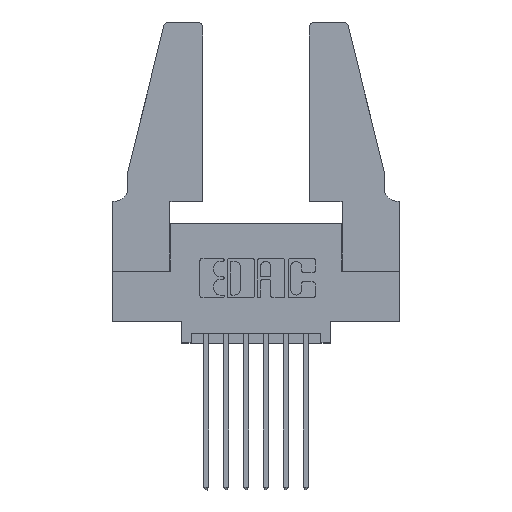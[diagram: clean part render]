
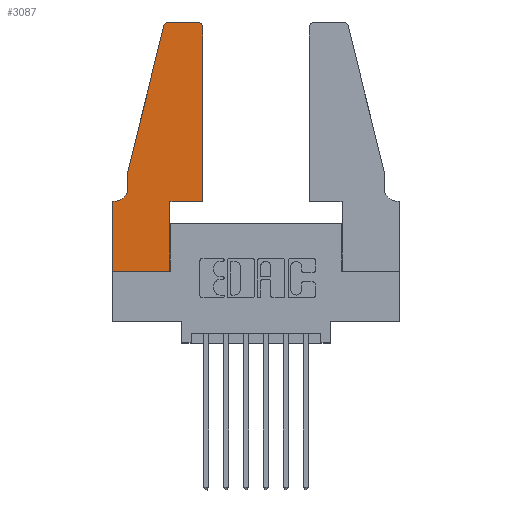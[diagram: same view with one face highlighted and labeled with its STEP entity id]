
A CAD part, top view. The second image highlights one B-rep face of the part: STEP entity #3087.
In plain terms, the highlighted planar face has unit normal (0, 0, 1).
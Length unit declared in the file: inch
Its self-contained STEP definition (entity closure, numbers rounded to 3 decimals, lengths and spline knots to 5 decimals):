
#3 = CARTESIAN_POINT ( 'NONE',  ( 0., 0., 0.37 ) ) ;
#122 = VECTOR ( 'NONE', #3155, 39.37008 ) ;
#129 = AXIS2_PLACEMENT_3D ( 'NONE', #7043, #672, #11766 ) ;
#131 = ORIENTED_EDGE ( 'NONE', *, *, #10287, .T. ) ;
#192 = VERTEX_POINT ( 'NONE', #3711 ) ;
#585 = ORIENTED_EDGE ( 'NONE', *, *, #8328, .T. ) ;
#672 = DIRECTION ( 'NONE',  ( 0., 0., -1. ) ) ;
#674 = VECTOR ( 'NONE', #2299, 39.37008 ) ;
#826 = ORIENTED_EDGE ( 'NONE', *, *, #4134, .T. ) ;
#838 = AXIS2_PLACEMENT_3D ( 'NONE', #6554, #1066, #8475 ) ;
#1053 = EDGE_CURVE ( 'NONE', #1124, #7883, #8111, .T. ) ;
#1066 = DIRECTION ( 'NONE',  ( 0., 0., 1. ) ) ;
#1091 = LINE ( 'NONE', #5425, #5790 ) ;
#1117 = VECTOR ( 'NONE', #3338, 39.37008 ) ;
#1124 = VERTEX_POINT ( 'NONE', #3873 ) ;
#1223 = CIRCLE ( 'NONE', #10132, 0.03 ) ;
#1399 = LINE ( 'NONE', #2421, #1117 ) ;
#1455 = VERTEX_POINT ( 'NONE', #10578 ) ;
#2281 = ORIENTED_EDGE ( 'NONE', *, *, #1053, .T. ) ;
#2299 = DIRECTION ( 'NONE',  ( 0., 1., 0. ) ) ;
#2421 = CARTESIAN_POINT ( 'NONE',  ( 0.0755, 0.35, 0.37 ) ) ;
#2459 = EDGE_CURVE ( 'NONE', #8282, #1124, #1399, .T. ) ;
#2667 = EDGE_CURVE ( 'NONE', #11258, #4693, #3668, .T. ) ;
#3087 = ADVANCED_FACE ( 'NONE', ( #5512 ), #5861, .T. ) ;
#3155 = DIRECTION ( 'NONE',  ( 0., -1., 0. ) ) ;
#3338 = DIRECTION ( 'NONE',  ( -1., 0., 0. ) ) ;
#3412 = DIRECTION ( 'NONE',  ( -0.239, -0.971, 0. ) ) ;
#3496 = DIRECTION ( 'NONE',  ( 1., 0., 0. ) ) ;
#3539 = CARTESIAN_POINT ( 'NONE',  ( 0.4505, 0.35, 0.37 ) ) ;
#3668 = LINE ( 'NONE', #5958, #674 ) ;
#3711 = CARTESIAN_POINT ( 'NONE',  ( 0.25487, 1.22718, 0.37 ) ) ;
#3859 = AXIS2_PLACEMENT_3D ( 'NONE', #4960, #11309, #4879 ) ;
#3870 = CARTESIAN_POINT ( 'NONE',  ( 0.2865, 0., 0.37 ) ) ;
#3873 = CARTESIAN_POINT ( 'NONE',  ( 0., 0.35, 0.37 ) ) ;
#3876 = LINE ( 'NONE', #4313, #7869 ) ;
#3888 = VECTOR ( 'NONE', #4566, 39.37008 ) ;
#4107 = ORIENTED_EDGE ( 'NONE', *, *, #5805, .T. ) ;
#4113 = CARTESIAN_POINT ( 'NONE',  ( 0.4205, 1.25, 0.37 ) ) ;
#4134 = EDGE_CURVE ( 'NONE', #4195, #9298, #1223, .T. ) ;
#4195 = VERTEX_POINT ( 'NONE', #10723 ) ;
#4241 = VERTEX_POINT ( 'NONE', #5105 ) ;
#4256 = CARTESIAN_POINT ( 'NONE',  ( 0.0755, 0.42, 0.37 ) ) ;
#4313 = CARTESIAN_POINT ( 'NONE',  ( 0.2605, 1.25, 0.37 ) ) ;
#4473 = LINE ( 'NONE', #8857, #10343 ) ;
#4566 = DIRECTION ( 'NONE',  ( 0., 1., 0. ) ) ;
#4693 = VERTEX_POINT ( 'NONE', #4912 ) ;
#4792 = ORIENTED_EDGE ( 'NONE', *, *, #6815, .T. ) ;
#4833 = CIRCLE ( 'NONE', #838, 0.03 ) ;
#4879 = DIRECTION ( 'NONE',  ( 1., 0., 0. ) ) ;
#4912 = CARTESIAN_POINT ( 'NONE',  ( 0.2865, 0.35, 0.37 ) ) ;
#4922 = EDGE_CURVE ( 'NONE', #192, #1455, #4473, .T. ) ;
#4960 = CARTESIAN_POINT ( 'NONE',  ( 0., 0.35, 0.37 ) ) ;
#5065 = ORIENTED_EDGE ( 'NONE', *, *, #11075, .T. ) ;
#5080 = CARTESIAN_POINT ( 'NONE',  ( 0.4205, 1.22, 0.37 ) ) ;
#5105 = CARTESIAN_POINT ( 'NONE',  ( 0.4505, 0.35, 0.37 ) ) ;
#5156 = DIRECTION ( 'NONE',  ( 0., 0., 1. ) ) ;
#5425 = CARTESIAN_POINT ( 'NONE',  ( 0., 0., 0.37 ) ) ;
#5512 = FACE_OUTER_BOUND ( 'NONE', #9578, .T. ) ;
#5707 = EDGE_CURVE ( 'NONE', #1455, #5960, #10490, .T. ) ;
#5790 = VECTOR ( 'NONE', #3496, 39.37008 ) ;
#5805 = EDGE_CURVE ( 'NONE', #5960, #8282, #6747, .T. ) ;
#5861 = PLANE ( 'NONE',  #3859 ) ;
#5958 = CARTESIAN_POINT ( 'NONE',  ( 0.2865, 0.35, 0.37 ) ) ;
#5960 = VERTEX_POINT ( 'NONE', #4256 ) ;
#6000 = ORIENTED_EDGE ( 'NONE', *, *, #6618, .T. ) ;
#6164 = VECTOR ( 'NONE', #9471, 39.37008 ) ;
#6289 = LINE ( 'NONE', #9999, #3888 ) ;
#6554 = CARTESIAN_POINT ( 'NONE',  ( 0.284, 1.22, 0.37 ) ) ;
#6618 = EDGE_CURVE ( 'NONE', #4241, #4195, #6289, .T. ) ;
#6747 = CIRCLE ( 'NONE', #129, 0.07 ) ;
#6815 = EDGE_CURVE ( 'NONE', #9298, #9387, #3876, .T. ) ;
#7043 = CARTESIAN_POINT ( 'NONE',  ( 0.0055, 0.42, 0.37 ) ) ;
#7154 = ORIENTED_EDGE ( 'NONE', *, *, #2667, .T. ) ;
#7155 = DIRECTION ( 'NONE',  ( -1., 0., 0. ) ) ;
#7675 = CARTESIAN_POINT ( 'NONE',  ( 0.284, 1.25, 0.37 ) ) ;
#7823 = LINE ( 'NONE', #3539, #10406 ) ;
#7869 = VECTOR ( 'NONE', #7155, 39.37008 ) ;
#7883 = VERTEX_POINT ( 'NONE', #3 ) ;
#8111 = LINE ( 'NONE', #8625, #122 ) ;
#8146 = ORIENTED_EDGE ( 'NONE', *, *, #5707, .T. ) ;
#8282 = VERTEX_POINT ( 'NONE', #9399 ) ;
#8328 = EDGE_CURVE ( 'NONE', #9387, #192, #4833, .T. ) ;
#8475 = DIRECTION ( 'NONE',  ( 1., 0., 0. ) ) ;
#8548 = CARTESIAN_POINT ( 'NONE',  ( 0.0755, 0.5, 0.37 ) ) ;
#8615 = ORIENTED_EDGE ( 'NONE', *, *, #2459, .T. ) ;
#8625 = CARTESIAN_POINT ( 'NONE',  ( 0., 0., 0.37 ) ) ;
#8835 = DIRECTION ( 'NONE',  ( 1., 0., 0. ) ) ;
#8857 = CARTESIAN_POINT ( 'NONE',  ( 0.0755, 0.5, 0.37 ) ) ;
#8936 = DIRECTION ( 'NONE',  ( 1., 0., 0. ) ) ;
#9298 = VERTEX_POINT ( 'NONE', #4113 ) ;
#9387 = VERTEX_POINT ( 'NONE', #7675 ) ;
#9399 = CARTESIAN_POINT ( 'NONE',  ( 0.0055, 0.35, 0.37 ) ) ;
#9471 = DIRECTION ( 'NONE',  ( 0., -1., 0. ) ) ;
#9578 = EDGE_LOOP ( 'NONE', ( #4792, #585, #11396, #8146, #4107, #8615, #2281, #5065, #7154, #131, #6000, #826 ) ) ;
#9999 = CARTESIAN_POINT ( 'NONE',  ( 0.4505, 0.35, 0.37 ) ) ;
#10132 = AXIS2_PLACEMENT_3D ( 'NONE', #5080, #5156, #8835 ) ;
#10287 = EDGE_CURVE ( 'NONE', #4693, #4241, #7823, .T. ) ;
#10343 = VECTOR ( 'NONE', #3412, 39.37008 ) ;
#10406 = VECTOR ( 'NONE', #8936, 39.37008 ) ;
#10490 = LINE ( 'NONE', #8548, #6164 ) ;
#10578 = CARTESIAN_POINT ( 'NONE',  ( 0.0755, 0.5, 0.37 ) ) ;
#10723 = CARTESIAN_POINT ( 'NONE',  ( 0.4505, 1.22, 0.37 ) ) ;
#11075 = EDGE_CURVE ( 'NONE', #7883, #11258, #1091, .T. ) ;
#11258 = VERTEX_POINT ( 'NONE', #3870 ) ;
#11309 = DIRECTION ( 'NONE',  ( 0., 0., 1. ) ) ;
#11396 = ORIENTED_EDGE ( 'NONE', *, *, #4922, .T. ) ;
#11766 = DIRECTION ( 'NONE',  ( -1., 0., 0. ) ) ;
